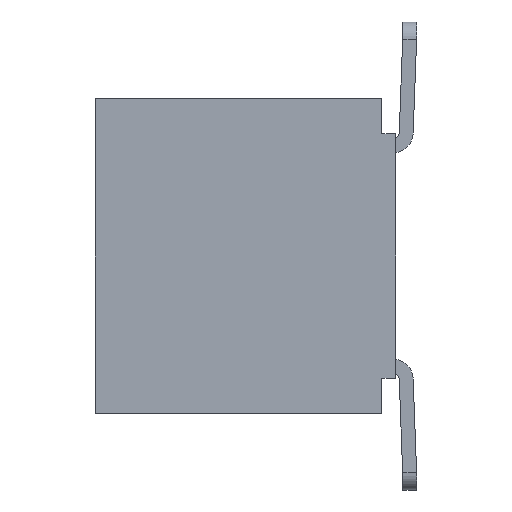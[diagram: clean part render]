
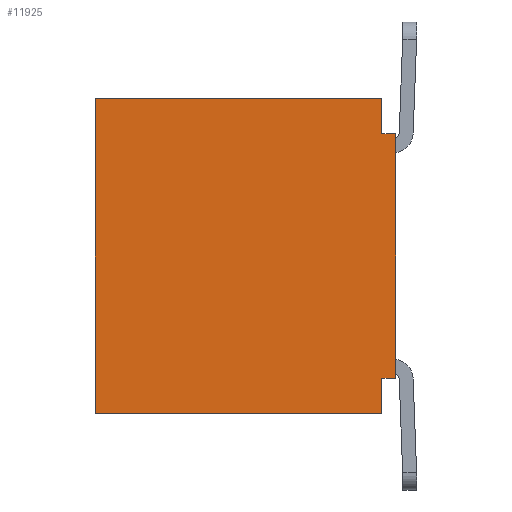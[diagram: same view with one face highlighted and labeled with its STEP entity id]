
A CAD part, left-side view. The second image highlights one B-rep face of the part: STEP entity #11925.
In plain terms, the highlighted planar face has unit normal (-1, 0, 0).
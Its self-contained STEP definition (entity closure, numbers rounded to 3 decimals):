
#181 = VERTEX_POINT ( 'NONE', #8910 ) ;
#277 = ORIENTED_EDGE ( 'NONE', *, *, #7141, .F. ) ;
#372 = CARTESIAN_POINT ( 'NONE',  ( -6.2, 0.2, 1.75 ) ) ;
#581 = VECTOR ( 'NONE', #1463, 1000. ) ;
#649 = LINE ( 'NONE', #7234, #8760 ) ;
#658 = CARTESIAN_POINT ( 'NONE',  ( -6.2, 4.3, -2.252 ) ) ;
#772 = EDGE_CURVE ( 'E10144', #8748, #9082, #1535, .T. ) ;
#1115 = LINE ( 'NONE', #5191, #6715 ) ;
#1164 = ORIENTED_EDGE ( 'NONE', *, *, #10141, .F. ) ;
#1288 = ORIENTED_EDGE ( 'NONE', *, *, #13189, .F. ) ;
#1463 = DIRECTION ( 'NONE',  ( 0., 1., 0. ) ) ;
#1535 = LINE ( 'NONE', #3575, #581 ) ;
#1920 = LINE ( 'NONE', #5086, #3930 ) ;
#1928 = AXIS2_PLACEMENT_3D ( 'NONE', #372, #11110, #3608 ) ;
#2392 = LINE ( 'NONE', #3443, #4233 ) ;
#2519 = CARTESIAN_POINT ( 'NONE',  ( -6.2, 0.2, 2.253 ) ) ;
#2656 = EDGE_CURVE ( 'E12964', #181, #5683, #11333, .T. ) ;
#2927 = CARTESIAN_POINT ( 'NONE',  ( -6.2, 0., -1.75 ) ) ;
#3426 = VECTOR ( 'NONE', #4906, 1000. ) ;
#3443 = CARTESIAN_POINT ( 'NONE',  ( -6.2, 0.2, 1.75 ) ) ;
#3446 = VECTOR ( 'NONE', #4097, 1000. ) ;
#3575 = CARTESIAN_POINT ( 'NONE',  ( -6.2, 0., -1.75 ) ) ;
#3608 = DIRECTION ( 'NONE',  ( 0., 0., 1. ) ) ;
#3930 = VECTOR ( 'NONE', #10468, 1000. ) ;
#4097 = DIRECTION ( 'NONE',  ( 0., 0., -1. ) ) ;
#4098 = EDGE_CURVE ( 'E10102', #5683, #7997, #11275, .T. ) ;
#4233 = VECTOR ( 'NONE', #12065, 1000. ) ;
#4906 = DIRECTION ( 'NONE',  ( 0., 0., -1. ) ) ;
#5032 = ORIENTED_EDGE ( 'NONE', *, *, #772, .F. ) ;
#5060 = ORIENTED_EDGE ( 'NONE', *, *, #2656, .F. ) ;
#5066 = CARTESIAN_POINT ( 'NONE',  ( -6.2, 0., 1.75 ) ) ;
#5086 = CARTESIAN_POINT ( 'NONE',  ( -6.2, 4.3, -2.252 ) ) ;
#5191 = CARTESIAN_POINT ( 'NONE',  ( -6.2, 0.2, -2.253 ) ) ;
#5683 = VERTEX_POINT ( 'NONE', #10852 ) ;
#6339 = CARTESIAN_POINT ( 'NONE',  ( -6.2, 0.2, 1.75 ) ) ;
#6715 = VECTOR ( 'NONE', #8528, 1000. ) ;
#7141 = EDGE_CURVE ( 'E10123', #7997, #11420, #2392, .T. ) ;
#7198 = ORIENTED_EDGE ( 'NONE', *, *, #9142, .F. ) ;
#7234 = CARTESIAN_POINT ( 'NONE',  ( -6.2, 0., 1.75 ) ) ;
#7364 = EDGE_LOOP ( 'NONE', ( #12938, #5060, #1164, #13272, #7198, #5032, #1288, #277 ) ) ;
#7424 = VECTOR ( 'NONE', #12255, 1000. ) ;
#7741 = FACE_OUTER_BOUND ( 'NONE', #7364, .T. ) ;
#7997 = VERTEX_POINT ( 'NONE', #6339 ) ;
#8202 = VERTEX_POINT ( 'NONE', #12342 ) ;
#8349 = CARTESIAN_POINT ( 'NONE',  ( -6.2, 0.2, -1.75 ) ) ;
#8528 = DIRECTION ( 'NONE',  ( 0., 1., 0. ) ) ;
#8748 = VERTEX_POINT ( 'NONE', #2927 ) ;
#8760 = VECTOR ( 'NONE', #10387, 1000. ) ;
#8910 = CARTESIAN_POINT ( 'NONE',  ( -6.2, 4.3, 2.253 ) ) ;
#9026 = VERTEX_POINT ( 'NONE', #658 ) ;
#9082 = VERTEX_POINT ( 'NONE', #13639 ) ;
#9142 = EDGE_CURVE ( 'E10165', #9082, #8202, #9194, .T. ) ;
#9194 = LINE ( 'NONE', #8349, #3446 ) ;
#10141 = EDGE_CURVE ( 'E12751', #9026, #181, #1920, .T. ) ;
#10387 = DIRECTION ( 'NONE',  ( 0., 0., -1. ) ) ;
#10468 = DIRECTION ( 'NONE',  ( 0., 0., 1. ) ) ;
#10852 = CARTESIAN_POINT ( 'NONE',  ( -6.2, 0.2, 2.253 ) ) ;
#10970 = PLANE ( 'NONE',  #1928 ) ;
#11110 = DIRECTION ( 'NONE',  ( -1., 0., 0. ) ) ;
#11275 = LINE ( 'NONE', #2519, #3426 ) ;
#11333 = LINE ( 'NONE', #12319, #7424 ) ;
#11420 = VERTEX_POINT ( 'NONE', #5066 ) ;
#11925 = ADVANCED_FACE ( 'E13057', ( #7741 ), #10970, .T. ) ;
#12065 = DIRECTION ( 'NONE',  ( 0., -1., 0. ) ) ;
#12255 = DIRECTION ( 'NONE',  ( 0., -1., 0. ) ) ;
#12319 = CARTESIAN_POINT ( 'NONE',  ( -6.2, 4.3, 2.253 ) ) ;
#12342 = CARTESIAN_POINT ( 'NONE',  ( -6.2, 0.2, -2.253 ) ) ;
#12416 = EDGE_CURVE ( 'E10186', #8202, #9026, #1115, .T. ) ;
#12938 = ORIENTED_EDGE ( 'NONE', *, *, #4098, .F. ) ;
#13189 = EDGE_CURVE ( 'E4849', #11420, #8748, #649, .T. ) ;
#13272 = ORIENTED_EDGE ( 'NONE', *, *, #12416, .F. ) ;
#13639 = CARTESIAN_POINT ( 'NONE',  ( -6.2, 0.2, -1.75 ) ) ;
